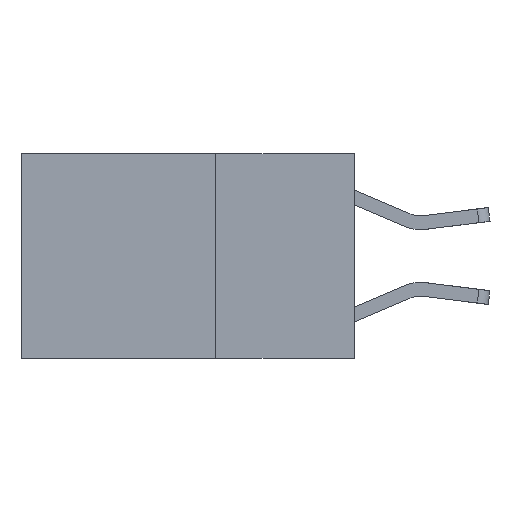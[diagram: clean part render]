
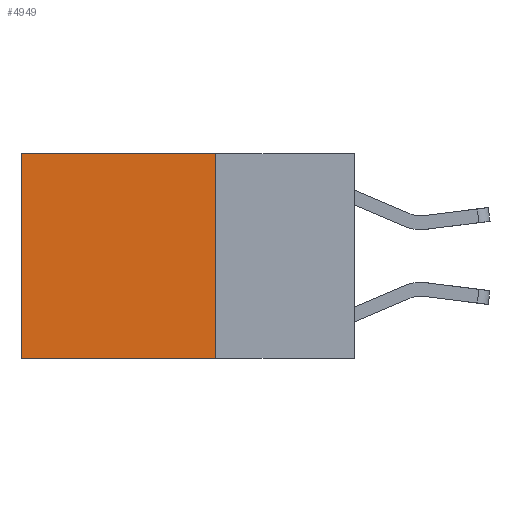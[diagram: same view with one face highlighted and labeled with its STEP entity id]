
A CAD part, left-side view. The second image highlights one B-rep face of the part: STEP entity #4949.
In plain terms, the highlighted planar face has unit normal (-1, 0, 0).
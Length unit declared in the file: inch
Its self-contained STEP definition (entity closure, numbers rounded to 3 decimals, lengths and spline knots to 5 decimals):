
#203 = CARTESIAN_POINT ( 'NONE',  ( 0.2625, 0.25, 0. ) ) ;
#614 = EDGE_LOOP ( 'NONE', ( #5851, #6007, #6038, #6749 ) ) ;
#790 = CARTESIAN_POINT ( 'NONE',  ( 0.2625, 0.6, 0. ) ) ;
#1344 = EDGE_CURVE ( 'NONE', #8084, #7457, #2808, .T. ) ;
#1882 = CARTESIAN_POINT ( 'NONE',  ( 0.2625, 0.25, -0.37 ) ) ;
#2208 = AXIS2_PLACEMENT_3D ( 'NONE', #8871, #3893, #9688 ) ;
#2708 = FACE_OUTER_BOUND ( 'NONE', #614, .T. ) ;
#2808 = LINE ( 'NONE', #9743, #8953 ) ;
#2993 = CARTESIAN_POINT ( 'NONE',  ( 0.2625, 0.6, 0. ) ) ;
#3030 = LINE ( 'NONE', #1882, #7258 ) ;
#3401 = VERTEX_POINT ( 'NONE', #8394 ) ;
#3457 = CARTESIAN_POINT ( 'NONE',  ( 0.2625, 0.25, -0.37 ) ) ;
#3893 = DIRECTION ( 'NONE',  ( 1., 0., 0. ) ) ;
#4293 = VECTOR ( 'NONE', #5348, 39.37008 ) ;
#4584 = VERTEX_POINT ( 'NONE', #3457 ) ;
#4949 = ADVANCED_FACE ( 'NONE', ( #2708 ), #8055, .F. ) ;
#4983 = VECTOR ( 'NONE', #8831, 39.37008 ) ;
#5139 = CARTESIAN_POINT ( 'NONE',  ( 0.2625, 0.25, 0. ) ) ;
#5258 = EDGE_CURVE ( 'NONE', #8084, #4584, #6523, .T. ) ;
#5348 = DIRECTION ( 'NONE',  ( 0., 0., -1. ) ) ;
#5851 = ORIENTED_EDGE ( 'NONE', *, *, #9497, .T. ) ;
#6007 = ORIENTED_EDGE ( 'NONE', *, *, #8193, .F. ) ;
#6038 = ORIENTED_EDGE ( 'NONE', *, *, #5258, .F. ) ;
#6067 = DIRECTION ( 'NONE',  ( 0., 1., 0. ) ) ;
#6523 = LINE ( 'NONE', #203, #4293 ) ;
#6749 = ORIENTED_EDGE ( 'NONE', *, *, #1344, .T. ) ;
#7232 = LINE ( 'NONE', #2993, #4983 ) ;
#7258 = VECTOR ( 'NONE', #6067, 39.37008 ) ;
#7457 = VERTEX_POINT ( 'NONE', #790 ) ;
#8055 = PLANE ( 'NONE',  #2208 ) ;
#8084 = VERTEX_POINT ( 'NONE', #5139 ) ;
#8193 = EDGE_CURVE ( 'NONE', #4584, #3401, #3030, .T. ) ;
#8394 = CARTESIAN_POINT ( 'NONE',  ( 0.2625, 0.6, -0.37 ) ) ;
#8831 = DIRECTION ( 'NONE',  ( 0., 0., -1. ) ) ;
#8871 = CARTESIAN_POINT ( 'NONE',  ( 0.2625, 0.25, 0. ) ) ;
#8953 = VECTOR ( 'NONE', #9726, 39.37008 ) ;
#9497 = EDGE_CURVE ( 'NONE', #7457, #3401, #7232, .T. ) ;
#9688 = DIRECTION ( 'NONE',  ( 0., 0., -1. ) ) ;
#9726 = DIRECTION ( 'NONE',  ( 0., 1., 0. ) ) ;
#9743 = CARTESIAN_POINT ( 'NONE',  ( 0.2625, 0.25, 0. ) ) ;
